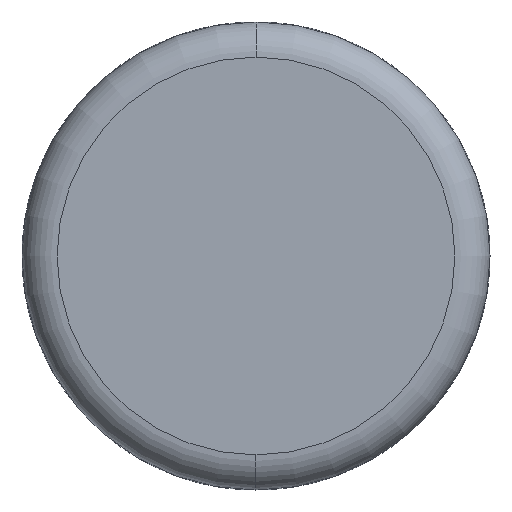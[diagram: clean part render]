
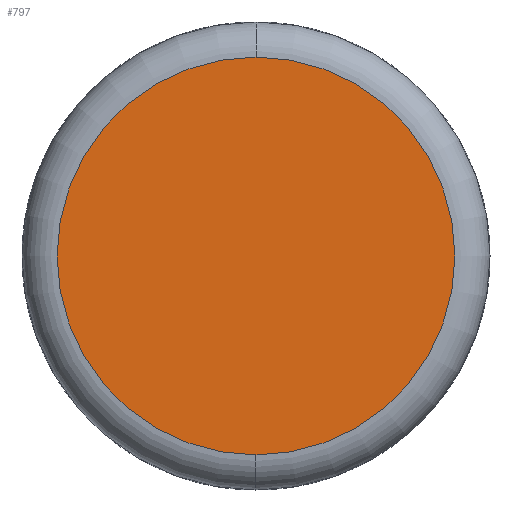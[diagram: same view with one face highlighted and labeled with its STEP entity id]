
A CAD part, front view. The second image highlights one B-rep face of the part: STEP entity #797.
In plain terms, the highlighted planar face has unit normal (0, -1, 0).
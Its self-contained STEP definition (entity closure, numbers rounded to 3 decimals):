
#797=ADVANCED_FACE('',(#1595),#1596,.T.);
#1595=FACE_OUTER_BOUND('',#2398,.T.);
#1596=PLANE('',#2399);
#2398=EDGE_LOOP('',(#4925,#4926,#4927));
#2399=AXIS2_PLACEMENT_3D('',#4928,#4929,#4930);
#4925=ORIENTED_EDGE('',*,*,#5999,.T.);
#4926=ORIENTED_EDGE('',*,*,#5177,.T.);
#4927=ORIENTED_EDGE('',*,*,#6000,.T.);
#4928=CARTESIAN_POINT('',(0.0,0.0,0.0));
#4929=DIRECTION('',(0.0,-1.0,0.0));
#4930=DIRECTION('',(-1.0,0.0,0.0));
#5177=EDGE_CURVE('',#6365,#6368,#6370,.T.);
#5999=EDGE_CURVE('',#7520,#6365,#7521,.T.);
#6000=EDGE_CURVE('',#6368,#7520,#7522,.T.);
#6365=VERTEX_POINT('',#7981);
#6368=VERTEX_POINT('',#7984);
#6370=CIRCLE('',#7986,5.398);
#7520=VERTEX_POINT('',#9620);
#7521=CIRCLE('',#9621,5.398);
#7522=CIRCLE('',#9622,5.398);
#7981=CARTESIAN_POINT('',(0.,0.0,5.398));
#7984=CARTESIAN_POINT('',(0.,0.0,-5.398));
#7986=AXIS2_PLACEMENT_3D('',#10012,#10013,#10014);
#9620=CARTESIAN_POINT('',(5.398,0.0,0.0));
#9621=AXIS2_PLACEMENT_3D('',#10766,#10767,#10768);
#9622=AXIS2_PLACEMENT_3D('',#10769,#10770,#10771);
#10012=CARTESIAN_POINT('',(0.0,0.0,0.));
#10013=DIRECTION('',(0.0,-1.0,0.0));
#10014=DIRECTION('',(1.0,0.0,0.0));
#10766=CARTESIAN_POINT('',(0.0,0.0,0.));
#10767=DIRECTION('',(0.0,-1.0,0.0));
#10768=DIRECTION('',(1.0,0.0,0.0));
#10769=CARTESIAN_POINT('',(0.0,0.0,0.));
#10770=DIRECTION('',(0.0,-1.0,0.0));
#10771=DIRECTION('',(1.0,0.0,0.0));
